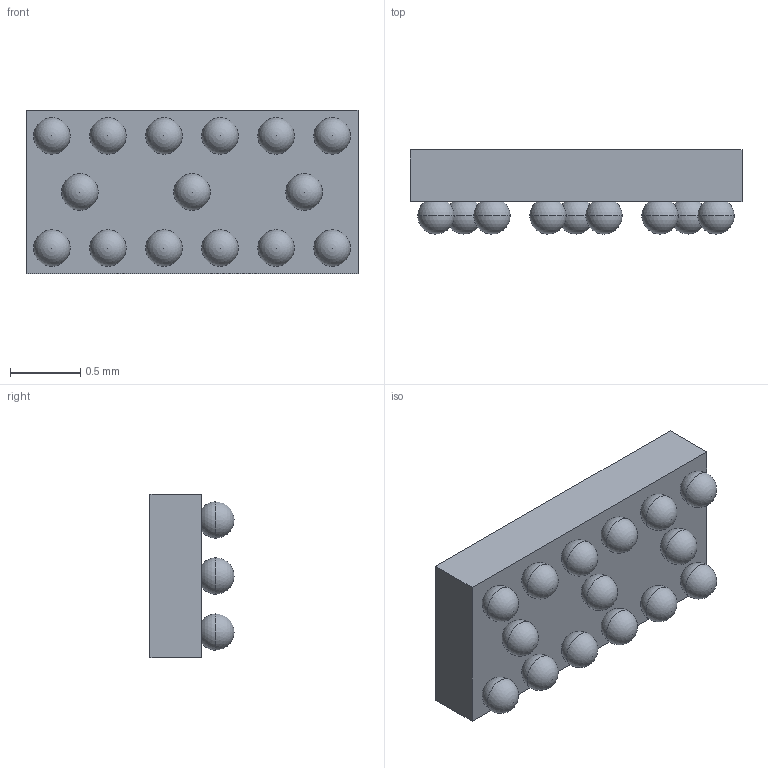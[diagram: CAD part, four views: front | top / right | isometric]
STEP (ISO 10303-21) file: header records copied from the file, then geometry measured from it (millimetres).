
FILE_DESCRIPTION (( 'STEP AP214' ), '1' );
FILE_NAME ('FD43FF35-9CA3-4AC3-A534-BF90C4437485.STEP', '2022-12-25T23:55:26', ( '' ), ( '' ), 'SwSTEP 2.0', 'SolidWorks 2022', '' );
FILE_SCHEMA (( 'AUTOMOTIVE_DESIGN' ));
Length unit declared in the file: millimetre
Products named in the file (1): FD43FF35-9CA3-4AC3-A534-BF90C4437485
Bounding box: 2.37 x 0.6 x 1.17 mm (x, y, z)
Volume: 1.2 mm3; surface area: 10.7 mm2
Topology: 1 solids, 1 shells, 128 faces, 381 edges, 264 vertices
Faces by surface type: plane 58, bspline 38, sphere 30, cylinder 2
Entity records: 6013 total; most frequent: CARTESIAN_POINT 2930, ORIENTED_EDGE 642, DIRECTION 491, EDGE_CURVE 321, VERTEX_POINT 234, VECTOR 181, LINE 181, EDGE_LOOP 167
